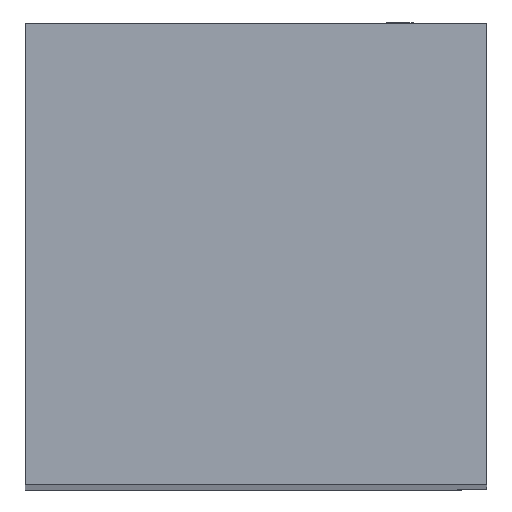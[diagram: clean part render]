
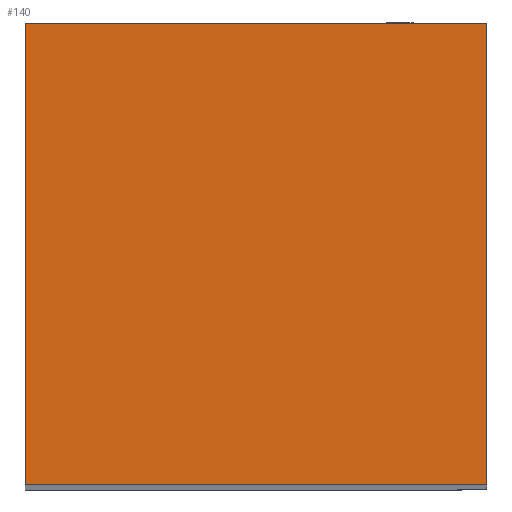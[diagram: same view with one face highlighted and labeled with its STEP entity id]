
A CAD part, top view. The second image highlights one B-rep face of the part: STEP entity #140.
In plain terms, the highlighted planar face has unit normal (0, 0, 1).
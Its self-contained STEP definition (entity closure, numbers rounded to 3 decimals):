
#140=ADVANCED_FACE('',(#216),#183,.F.);
#183=PLANE('',#950);
#216=FACE_OUTER_BOUND('',#252,.T.);
#252=EDGE_LOOP('',(#356,#357,#358,#359));
#356=ORIENTED_EDGE('',*,*,#623,.T.);
#357=ORIENTED_EDGE('',*,*,#618,.T.);
#358=ORIENTED_EDGE('',*,*,#628,.F.);
#359=ORIENTED_EDGE('',*,*,#625,.F.);
#541=VERTEX_POINT('',#1296);
#542=VERTEX_POINT('',#1298);
#545=VERTEX_POINT('',#1307);
#546=VERTEX_POINT('',#1311);
#618=EDGE_CURVE('',#542,#541,#723,.T.);
#623=EDGE_CURVE('',#545,#542,#728,.T.);
#625=EDGE_CURVE('',#545,#546,#730,.T.);
#628=EDGE_CURVE('',#546,#541,#733,.T.);
#723=LINE('',#1297,#810);
#728=LINE('',#1306,#815);
#730=LINE('',#1310,#817);
#733=LINE('',#1315,#820);
#810=VECTOR('',#1052,1.);
#815=VECTOR('',#1059,1.);
#817=VECTOR('',#1063,1.);
#820=VECTOR('',#1068,1.);
#950=AXIS2_PLACEMENT_3D('',#1317,#1071,#1072);
#1052=DIRECTION('',(-1.,0.,0.));
#1059=DIRECTION('',(0.,1.,0.));
#1063=DIRECTION('',(-1.,0.,0.));
#1068=DIRECTION('',(0.,1.,0.));
#1071=DIRECTION('',(0.,0.,-1.));
#1072=DIRECTION('',(0.,-1.,0.));
#1296=CARTESIAN_POINT('',(0.,16.,0.));
#1297=CARTESIAN_POINT('',(6.,16.,0.));
#1298=CARTESIAN_POINT('',(16.,16.,0.));
#1306=CARTESIAN_POINT('',(16.,16.,0.));
#1307=CARTESIAN_POINT('',(16.,0.,0.));
#1310=CARTESIAN_POINT('',(0.,0.,0.));
#1311=CARTESIAN_POINT('',(0.,0.,0.));
#1315=CARTESIAN_POINT('',(0.,16.,0.));
#1317=CARTESIAN_POINT('',(6.,16.,0.));
